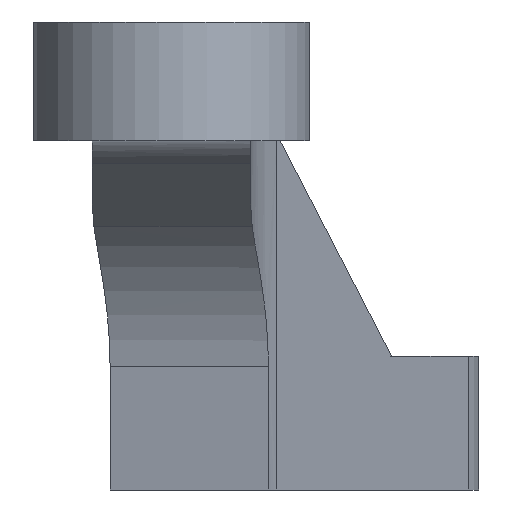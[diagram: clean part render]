
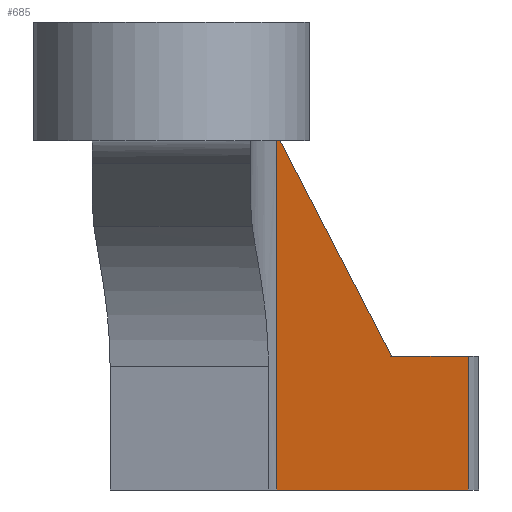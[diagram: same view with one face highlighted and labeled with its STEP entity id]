
A CAD part, left-side view. The second image highlights one B-rep face of the part: STEP entity #685.
In plain terms, the highlighted planar face has unit normal (-0.5, -0.866, 0).
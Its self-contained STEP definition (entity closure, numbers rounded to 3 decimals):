
#41 = EDGE_CURVE ( 'NONE', #604, #349, #152, .T. ) ;
#81 = CARTESIAN_POINT ( 'NONE',  ( 9.35, 1.53, 5.891 ) ) ;
#93 = LINE ( 'NONE', #223, #327 ) ;
#94 = CARTESIAN_POINT ( 'NONE',  ( 21.249, -5.34, -4.793 ) ) ;
#101 = AXIS2_PLACEMENT_3D ( 'NONE', #145, #357, #627 ) ;
#131 = CARTESIAN_POINT ( 'NONE',  ( 38., -15.011, -1.7 ) ) ;
#135 = DIRECTION ( 'NONE',  ( -0.866, 0.5, 0. ) ) ;
#137 = ORIENTED_EDGE ( 'NONE', *, *, #769, .F. ) ;
#145 = CARTESIAN_POINT ( 'NONE',  ( 3., 5.196, -1.7 ) ) ;
#152 = LINE ( 'NONE', #81, #691 ) ;
#154 = LINE ( 'NONE', #94, #504 ) ;
#195 = ORIENTED_EDGE ( 'NONE', *, *, #639, .T. ) ;
#209 = DIRECTION ( 'NONE',  ( 0., 0., -1. ) ) ;
#223 = CARTESIAN_POINT ( 'NONE',  ( 3., 5.196, -25.35 ) ) ;
#224 = DIRECTION ( 'NONE',  ( 0., 0., 1. ) ) ;
#234 = EDGE_CURVE ( 'NONE', #294, #494, #542, .T. ) ;
#250 = CARTESIAN_POINT ( 'NONE',  ( 21.249, -5.34, -25.35 ) ) ;
#283 = CARTESIAN_POINT ( 'NONE',  ( 38., -15.011, -18.6 ) ) ;
#294 = VERTEX_POINT ( 'NONE', #283 ) ;
#327 = VECTOR ( 'NONE', #437, 1000. ) ;
#336 = EDGE_CURVE ( 'NONE', #540, #349, #154, .T. ) ;
#349 = VERTEX_POINT ( 'NONE', #649 ) ;
#350 = LINE ( 'NONE', #618, #364 ) ;
#356 = DIRECTION ( 'NONE',  ( -0.623, 0.36, 0.695 ) ) ;
#357 = DIRECTION ( 'NONE',  ( -0.5, -0.866, 0. ) ) ;
#364 = VECTOR ( 'NONE', #135, 1000. ) ;
#409 = PLANE ( 'NONE',  #101 ) ;
#411 = ORIENTED_EDGE ( 'NONE', *, *, #234, .F. ) ;
#437 = DIRECTION ( 'NONE',  ( -0.866, 0.5, 0. ) ) ;
#478 = CARTESIAN_POINT ( 'NONE',  ( 31.307, -11.147, -18.6 ) ) ;
#494 = VERTEX_POINT ( 'NONE', #599 ) ;
#504 = VECTOR ( 'NONE', #224, 1000. ) ;
#540 = VERTEX_POINT ( 'NONE', #250 ) ;
#542 = LINE ( 'NONE', #131, #721 ) ;
#599 = CARTESIAN_POINT ( 'NONE',  ( 38., -15.011, -25.35 ) ) ;
#604 = VERTEX_POINT ( 'NONE', #478 ) ;
#618 = CARTESIAN_POINT ( 'NONE',  ( 3., 5.196, -18.6 ) ) ;
#627 = DIRECTION ( 'NONE',  ( 0.866, -0.5, 0. ) ) ;
#639 = EDGE_CURVE ( 'NONE', #294, #604, #350, .T. ) ;
#649 = CARTESIAN_POINT ( 'NONE',  ( 21.249, -5.34, -7.381 ) ) ;
#685 = ADVANCED_FACE ( 'NONE', ( #750 ), #409, .T. ) ;
#691 = VECTOR ( 'NONE', #356, 1000. ) ;
#696 = EDGE_LOOP ( 'NONE', ( #137, #411, #195, #700, #789 ) ) ;
#700 = ORIENTED_EDGE ( 'NONE', *, *, #41, .T. ) ;
#721 = VECTOR ( 'NONE', #209, 1000. ) ;
#750 = FACE_OUTER_BOUND ( 'NONE', #696, .T. ) ;
#769 = EDGE_CURVE ( 'NONE', #494, #540, #93, .T. ) ;
#789 = ORIENTED_EDGE ( 'NONE', *, *, #336, .F. ) ;
